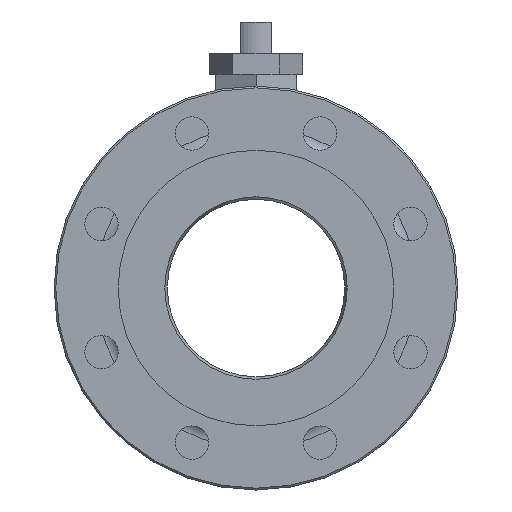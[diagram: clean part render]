
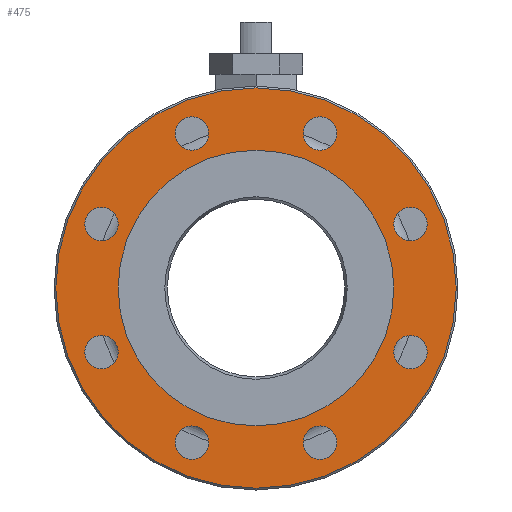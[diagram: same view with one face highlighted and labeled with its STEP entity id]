
A CAD part, left-side view. The second image highlights one B-rep face of the part: STEP entity #475.
In plain terms, the highlighted planar face has unit normal (-1, 0, 0).
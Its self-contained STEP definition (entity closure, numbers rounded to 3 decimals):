
#475 = ADVANCED_FACE( '', ( #1148, #1149, #1150, #1151, #1152, #1153, #1154, #1155, #1156, #1157 ), #1158, .F. );
#1148 = FACE_OUTER_BOUND( '', #2088, .T. );
#1149 = FACE_BOUND( '', #2089, .T. );
#1150 = FACE_BOUND( '', #2090, .T. );
#1151 = FACE_BOUND( '', #2091, .T. );
#1152 = FACE_BOUND( '', #2092, .T. );
#1153 = FACE_BOUND( '', #2093, .T. );
#1154 = FACE_BOUND( '', #2094, .T. );
#1155 = FACE_BOUND( '', #2095, .T. );
#1156 = FACE_BOUND( '', #2096, .T. );
#1157 = FACE_BOUND( '', #2097, .T. );
#1158 = PLANE( '', #2098 );
#2088 = EDGE_LOOP( '', ( #3404 ) );
#2089 = EDGE_LOOP( '', ( #3405 ) );
#2090 = EDGE_LOOP( '', ( #3406 ) );
#2091 = EDGE_LOOP( '', ( #3407 ) );
#2092 = EDGE_LOOP( '', ( #3408 ) );
#2093 = EDGE_LOOP( '', ( #3409 ) );
#2094 = EDGE_LOOP( '', ( #3410 ) );
#2095 = EDGE_LOOP( '', ( #3411 ) );
#2096 = EDGE_LOOP( '', ( #3412 ) );
#2097 = EDGE_LOOP( '', ( #3413 ) );
#2098 = AXIS2_PLACEMENT_3D( '', #3414, #3415, #3416 );
#3404 = ORIENTED_EDGE( '', *, *, #4889, .T. );
#3405 = ORIENTED_EDGE( '', *, *, #4890, .T. );
#3406 = ORIENTED_EDGE( '', *, *, #4891, .F. );
#3407 = ORIENTED_EDGE( '', *, *, #4753, .F. );
#3408 = ORIENTED_EDGE( '', *, *, #4892, .F. );
#3409 = ORIENTED_EDGE( '', *, *, #4893, .F. );
#3410 = ORIENTED_EDGE( '', *, *, #4894, .F. );
#3411 = ORIENTED_EDGE( '', *, *, #4895, .F. );
#3412 = ORIENTED_EDGE( '', *, *, #4870, .F. );
#3413 = ORIENTED_EDGE( '', *, *, #4896, .F. );
#3414 = CARTESIAN_POINT( '', ( 3., 0., -74. ) );
#3415 = DIRECTION( '', ( 1., 0., 0. ) );
#3416 = DIRECTION( '', ( 0., 1., 0. ) );
#4753 = EDGE_CURVE( '', #5597, #5597, #5598, .T. );
#4870 = EDGE_CURVE( '', #5769, #5769, #5770, .T. );
#4889 = EDGE_CURVE( '', #5796, #5796, #5797, .T. );
#4890 = EDGE_CURVE( '', #5798, #5798, #5799, .T. );
#4891 = EDGE_CURVE( '', #5800, #5800, #5801, .T. );
#4892 = EDGE_CURVE( '', #5802, #5802, #5803, .T. );
#4893 = EDGE_CURVE( '', #5804, #5804, #5805, .T. );
#4894 = EDGE_CURVE( '', #5806, #5806, #5807, .T. );
#4895 = EDGE_CURVE( '', #5808, #5808, #5809, .T. );
#4896 = EDGE_CURVE( '', #5810, #5810, #5811, .T. );
#5597 = VERTEX_POINT( '', #6973 );
#5598 = CIRCLE( '', #6974, 9.5 );
#5769 = VERTEX_POINT( '', #7377 );
#5770 = CIRCLE( '', #7378, 9.5 );
#5796 = VERTEX_POINT( '', #7419 );
#5797 = CIRCLE( '', #7420, 114. );
#5798 = VERTEX_POINT( '', #7421 );
#5799 = CIRCLE( '', #7422, 78.5 );
#5800 = VERTEX_POINT( '', #7423 );
#5801 = CIRCLE( '', #7424, 9.5 );
#5802 = VERTEX_POINT( '', #7425 );
#5803 = CIRCLE( '', #7426, 9.5 );
#5804 = VERTEX_POINT( '', #7427 );
#5805 = CIRCLE( '', #7428, 9.5 );
#5806 = VERTEX_POINT( '', #7429 );
#5807 = CIRCLE( '', #7430, 9.5 );
#5808 = VERTEX_POINT( '', #7431 );
#5809 = CIRCLE( '', #7432, 9.5 );
#5810 = VERTEX_POINT( '', #7433 );
#5811 = CIRCLE( '', #7434, 9.5 );
#6973 = CARTESIAN_POINT( '', ( 3., -45.951, -88. ) );
#6974 = AXIS2_PLACEMENT_3D( '', #8376, #8377, #8378 );
#7377 = CARTESIAN_POINT( '', ( 3., 78.5, 36.451 ) );
#7378 = AXIS2_PLACEMENT_3D( '', #8481, #8482, #8483 );
#7419 = CARTESIAN_POINT( '', ( 3., 0., 114. ) );
#7420 = AXIS2_PLACEMENT_3D( '', #8500, #8501, #8502 );
#7421 = CARTESIAN_POINT( '', ( 3., 0., -78.5 ) );
#7422 = AXIS2_PLACEMENT_3D( '', #8503, #8504, #8505 );
#7423 = CARTESIAN_POINT( '', ( 3., -45.951, 88. ) );
#7424 = AXIS2_PLACEMENT_3D( '', #8506, #8507, #8508 );
#7425 = CARTESIAN_POINT( '', ( 3., -97.5, -36.451 ) );
#7426 = AXIS2_PLACEMENT_3D( '', #8509, #8510, #8511 );
#7427 = CARTESIAN_POINT( '', ( 3., -97.5, 36.451 ) );
#7428 = AXIS2_PLACEMENT_3D( '', #8512, #8513, #8514 );
#7429 = CARTESIAN_POINT( '', ( 3., 26.951, -88. ) );
#7430 = AXIS2_PLACEMENT_3D( '', #8515, #8516, #8517 );
#7431 = CARTESIAN_POINT( '', ( 3., 78.5, -36.451 ) );
#7432 = AXIS2_PLACEMENT_3D( '', #8518, #8519, #8520 );
#7433 = CARTESIAN_POINT( '', ( 3., 26.951, 88. ) );
#7434 = AXIS2_PLACEMENT_3D( '', #8521, #8522, #8523 );
#8376 = CARTESIAN_POINT( '', ( 3., -36.451, -88. ) );
#8377 = DIRECTION( '', ( -1., 0., 0. ) );
#8378 = DIRECTION( '', ( 0., -1., 0. ) );
#8481 = CARTESIAN_POINT( '', ( 3., 88., 36.451 ) );
#8482 = DIRECTION( '', ( -1., 0., 0. ) );
#8483 = DIRECTION( '', ( 0., -1., 0. ) );
#8500 = CARTESIAN_POINT( '', ( 3., 0., 0. ) );
#8501 = DIRECTION( '', ( -1., 0., 0. ) );
#8502 = DIRECTION( '', ( 0., 0., 1. ) );
#8503 = CARTESIAN_POINT( '', ( 3., 0., 0. ) );
#8504 = DIRECTION( '', ( 1., 0., 0. ) );
#8505 = DIRECTION( '', ( 0., 0., -1. ) );
#8506 = CARTESIAN_POINT( '', ( 3., -36.451, 88. ) );
#8507 = DIRECTION( '', ( -1., 0., 0. ) );
#8508 = DIRECTION( '', ( 0., -1., 0. ) );
#8509 = CARTESIAN_POINT( '', ( 3., -88., -36.451 ) );
#8510 = DIRECTION( '', ( -1., 0., 0. ) );
#8511 = DIRECTION( '', ( 0., -1., 0. ) );
#8512 = CARTESIAN_POINT( '', ( 3., -88., 36.451 ) );
#8513 = DIRECTION( '', ( -1., 0., 0. ) );
#8514 = DIRECTION( '', ( 0., -1., 0. ) );
#8515 = CARTESIAN_POINT( '', ( 3., 36.451, -88. ) );
#8516 = DIRECTION( '', ( -1., 0., 0. ) );
#8517 = DIRECTION( '', ( 0., -1., 0. ) );
#8518 = CARTESIAN_POINT( '', ( 3., 88., -36.451 ) );
#8519 = DIRECTION( '', ( -1., 0., 0. ) );
#8520 = DIRECTION( '', ( 0., -1., 0. ) );
#8521 = CARTESIAN_POINT( '', ( 3., 36.451, 88. ) );
#8522 = DIRECTION( '', ( -1., 0., 0. ) );
#8523 = DIRECTION( '', ( 0., -1., 0. ) );
